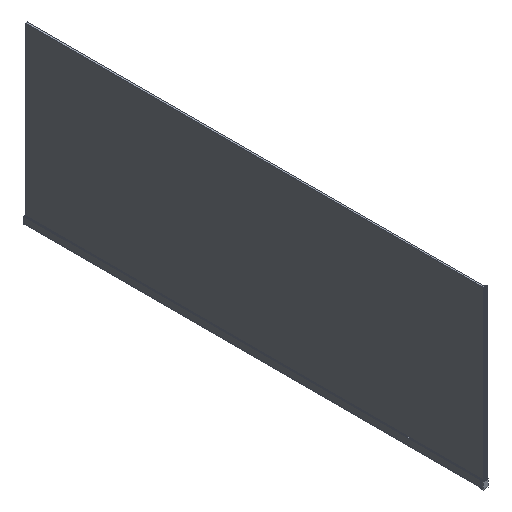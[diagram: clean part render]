
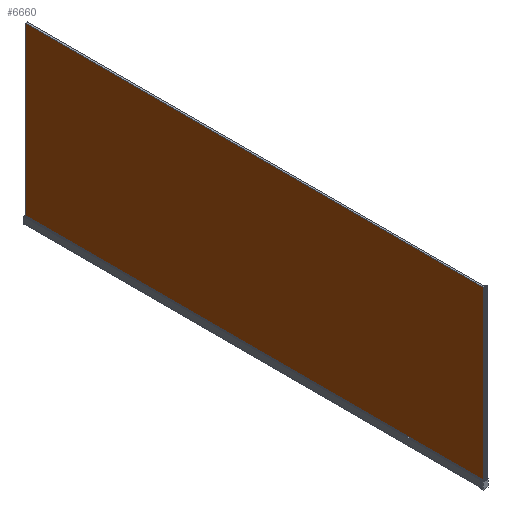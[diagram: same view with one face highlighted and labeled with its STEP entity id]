
A CAD part, isometric view. The second image highlights one B-rep face of the part: STEP entity #6660.
In plain terms, the highlighted planar face has unit normal (-1, 0, 0).
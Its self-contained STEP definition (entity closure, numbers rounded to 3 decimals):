
#357 = DIRECTION ( 'NONE',  ( 0., 1., 0. ) ) ;
#519 = ORIENTED_EDGE ( 'NONE', *, *, #14773, .T. ) ;
#583 = CARTESIAN_POINT ( 'NONE',  ( -3.252, 0., 328.5 ) ) ;
#621 = LINE ( 'NONE', #14916, #13838 ) ;
#1365 = LINE ( 'NONE', #15491, #3949 ) ;
#1613 = VERTEX_POINT ( 'NONE', #8923 ) ;
#1708 = DIRECTION ( 'NONE',  ( 0., 0., 1. ) ) ;
#1772 = ORIENTED_EDGE ( 'NONE', *, *, #13407, .F. ) ;
#1882 = EDGE_CURVE ( 'NONE', #16086, #5185, #12425, .T. ) ;
#2140 = EDGE_CURVE ( 'NONE', #11150, #11857, #13952, .T. ) ;
#2181 = EDGE_CURVE ( 'NONE', #8218, #7733, #15579, .T. ) ;
#2248 = LINE ( 'NONE', #16366, #15287 ) ;
#2543 = LINE ( 'NONE', #583, #5503 ) ;
#2713 = DIRECTION ( 'NONE',  ( 0., 0., -1. ) ) ;
#2736 = VERTEX_POINT ( 'NONE', #12751 ) ;
#2782 = ORIENTED_EDGE ( 'NONE', *, *, #2140, .T. ) ;
#2990 = DIRECTION ( 'NONE',  ( -1., 0., 0. ) ) ;
#3070 = VECTOR ( 'NONE', #11975, 1000. ) ;
#3080 = EDGE_CURVE ( 'NONE', #4487, #15381, #5814, .T. ) ;
#3709 = CARTESIAN_POINT ( 'NONE',  ( -3.252, 1972., 30. ) ) ;
#3949 = VECTOR ( 'NONE', #9350, 1000. ) ;
#4487 = VERTEX_POINT ( 'NONE', #3709 ) ;
#4490 = VECTOR ( 'NONE', #7373, 1000. ) ;
#4581 = VERTEX_POINT ( 'NONE', #5242 ) ;
#4641 = DIRECTION ( 'NONE',  ( 0., 0., -1. ) ) ;
#4893 = CARTESIAN_POINT ( 'NONE',  ( -3.252, -8., 749.5 ) ) ;
#5185 = VERTEX_POINT ( 'NONE', #11152 ) ;
#5213 = EDGE_CURVE ( 'NONE', #5678, #1613, #621, .T. ) ;
#5242 = CARTESIAN_POINT ( 'NONE',  ( -3.252, 0., 30.269 ) ) ;
#5366 = VECTOR ( 'NONE', #6715, 1000. ) ;
#5503 = VECTOR ( 'NONE', #14549, 1000. ) ;
#5678 = VERTEX_POINT ( 'NONE', #16224 ) ;
#5714 = DIRECTION ( 'NONE',  ( 0., 0., 1. ) ) ;
#5814 = LINE ( 'NONE', #10930, #3070 ) ;
#6447 = CARTESIAN_POINT ( 'NONE',  ( -3.252, -8., 6.5 ) ) ;
#6494 = ORIENTED_EDGE ( 'NONE', *, *, #13518, .F. ) ;
#6660 = ADVANCED_FACE ( 'NONE', ( #15504 ), #6722, .T. ) ;
#6715 = DIRECTION ( 'NONE',  ( 0., 1., 0. ) ) ;
#6722 = PLANE ( 'NONE',  #9756 ) ;
#6831 = ORIENTED_EDGE ( 'NONE', *, *, #8149, .F. ) ;
#6921 = LINE ( 'NONE', #7983, #10281 ) ;
#7191 = CARTESIAN_POINT ( 'NONE',  ( -3.252, 1972., 749.5 ) ) ;
#7373 = DIRECTION ( 'NONE',  ( 0., -1., 0. ) ) ;
#7397 = DIRECTION ( 'NONE',  ( 0., -1., 0. ) ) ;
#7529 = ORIENTED_EDGE ( 'NONE', *, *, #9223, .T. ) ;
#7662 = LINE ( 'NONE', #4893, #4490 ) ;
#7733 = VERTEX_POINT ( 'NONE', #7191 ) ;
#7983 = CARTESIAN_POINT ( 'NONE',  ( -3.252, 1972., 6.5 ) ) ;
#8111 = VECTOR ( 'NONE', #5714, 1000. ) ;
#8149 = EDGE_CURVE ( 'NONE', #1613, #11857, #6921, .T. ) ;
#8218 = VERTEX_POINT ( 'NONE', #10844 ) ;
#8305 = CARTESIAN_POINT ( 'NONE',  ( -3.252, 0., 328.5 ) ) ;
#8529 = VECTOR ( 'NONE', #2713, 1000. ) ;
#8566 = CARTESIAN_POINT ( 'NONE',  ( -3.252, 1972., 30.269 ) ) ;
#8923 = CARTESIAN_POINT ( 'NONE',  ( -3.252, -1.2, 6.5 ) ) ;
#9223 = EDGE_CURVE ( 'NONE', #2736, #4581, #2543, .T. ) ;
#9350 = DIRECTION ( 'NONE',  ( 0., -1., 0. ) ) ;
#9754 = ORIENTED_EDGE ( 'NONE', *, *, #5213, .F. ) ;
#9756 = AXIS2_PLACEMENT_3D ( 'NONE', #10425, #2990, #1708 ) ;
#10035 = DIRECTION ( 'NONE',  ( 0., 0., -1. ) ) ;
#10085 = ORIENTED_EDGE ( 'NONE', *, *, #3080, .F. ) ;
#10133 = LINE ( 'NONE', #11717, #5366 ) ;
#10281 = VECTOR ( 'NONE', #357, 1000. ) ;
#10425 = CARTESIAN_POINT ( 'NONE',  ( -3.252, 982., 328.5 ) ) ;
#10444 = VECTOR ( 'NONE', #4641, 1000. ) ;
#10735 = EDGE_CURVE ( 'NONE', #2736, #8218, #10133, .T. ) ;
#10776 = ORIENTED_EDGE ( 'NONE', *, *, #16296, .F. ) ;
#10844 = CARTESIAN_POINT ( 'NONE',  ( -3.252, 1972., 30.931 ) ) ;
#10845 = CARTESIAN_POINT ( 'NONE',  ( -3.252, 982., 30. ) ) ;
#10930 = CARTESIAN_POINT ( 'NONE',  ( -3.252, 1972., 749.5 ) ) ;
#11150 = VERTEX_POINT ( 'NONE', #12635 ) ;
#11152 = CARTESIAN_POINT ( 'NONE',  ( -3.252, -8., 30.3 ) ) ;
#11717 = CARTESIAN_POINT ( 'NONE',  ( -3.252, 0., 30.931 ) ) ;
#11857 = VERTEX_POINT ( 'NONE', #12061 ) ;
#11975 = DIRECTION ( 'NONE',  ( 0., 0., 1. ) ) ;
#12061 = CARTESIAN_POINT ( 'NONE',  ( -3.252, 0., 6.5 ) ) ;
#12425 = LINE ( 'NONE', #6447, #8529 ) ;
#12635 = CARTESIAN_POINT ( 'NONE',  ( -3.252, 0., 30. ) ) ;
#12751 = CARTESIAN_POINT ( 'NONE',  ( -3.252, 0., 30.931 ) ) ;
#12799 = ORIENTED_EDGE ( 'NONE', *, *, #10735, .F. ) ;
#13089 = CARTESIAN_POINT ( 'NONE',  ( -3.252, -8., 749.5 ) ) ;
#13270 = CARTESIAN_POINT ( 'NONE',  ( -3.252, 1972., 749.5 ) ) ;
#13407 = EDGE_CURVE ( 'NONE', #11150, #4487, #15079, .T. ) ;
#13518 = EDGE_CURVE ( 'NONE', #15381, #4581, #2248, .T. ) ;
#13596 = DIRECTION ( 'NONE',  ( 0., 1., 0. ) ) ;
#13607 = EDGE_LOOP ( 'NONE', ( #12799, #7529, #6494, #10085, #1772, #2782, #6831, #9754, #519, #15199, #10776, #15866 ) ) ;
#13838 = VECTOR ( 'NONE', #10035, 1000. ) ;
#13952 = LINE ( 'NONE', #8305, #10444 ) ;
#14549 = DIRECTION ( 'NONE',  ( 0., 0., -1. ) ) ;
#14773 = EDGE_CURVE ( 'NONE', #5678, #5185, #1365, .T. ) ;
#14916 = CARTESIAN_POINT ( 'NONE',  ( -3.252, -1.2, 328.5 ) ) ;
#15079 = LINE ( 'NONE', #10845, #16266 ) ;
#15199 = ORIENTED_EDGE ( 'NONE', *, *, #1882, .F. ) ;
#15287 = VECTOR ( 'NONE', #7397, 1000. ) ;
#15381 = VERTEX_POINT ( 'NONE', #8566 ) ;
#15491 = CARTESIAN_POINT ( 'NONE',  ( -3.252, 982., 30.3 ) ) ;
#15504 = FACE_OUTER_BOUND ( 'NONE', #13607, .T. ) ;
#15579 = LINE ( 'NONE', #13270, #8111 ) ;
#15866 = ORIENTED_EDGE ( 'NONE', *, *, #2181, .F. ) ;
#16086 = VERTEX_POINT ( 'NONE', #13089 ) ;
#16224 = CARTESIAN_POINT ( 'NONE',  ( -3.252, -1.2, 30.3 ) ) ;
#16266 = VECTOR ( 'NONE', #13596, 1000. ) ;
#16296 = EDGE_CURVE ( 'NONE', #7733, #16086, #7662, .T. ) ;
#16366 = CARTESIAN_POINT ( 'NONE',  ( -3.252, 0., 30.269 ) ) ;
